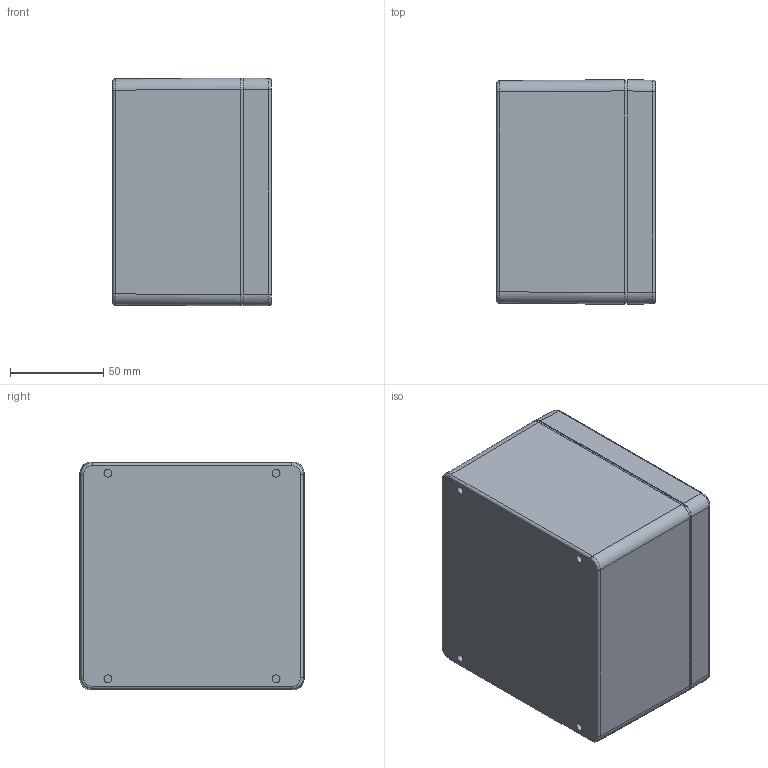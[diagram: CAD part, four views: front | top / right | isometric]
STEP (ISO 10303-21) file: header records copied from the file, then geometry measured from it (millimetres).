
FILE_DESCRIPTION(/* description */ ('ABS-Gehäuse'),/* implementation_level */ '2;1');
FILE_NAME(/* name */ '02121209045-RST.stp',/* time_stamp */ '2021-09-02T12:41:55+02:00',/* author */ ('sl'),/* organization */ (''),/* preprocessor_version */ 'ST-DEVELOPER v16.5',/* originating_system */ 'Autodesk Inventor 2017',/* authorisation */ '');
FILE_SCHEMA (('AUTOMOTIVE_DESIGN { 1 0 10303 214 3 1 1 }'));
Length unit declared in the file: millimetre
Products named in the file (4): 01_121209_000; SHR Z M4x24x10 ÄHNL_DIN EN ISO 7045 OG_3Dsym; Deckel-ABS-Gehäuse-15-BT-0002-01_121209_000; UT-ABS-Gehäuse-15-BT-0001-01_121209_000
Assembly tree (6 placements, depth 2):
  01_121209_000
    SHR Z M4x24x10 ÄHNL_DIN EN ISO 7045 OG_3Dsym  x4
    Deckel-ABS-Gehäuse-15-BT-0002-01_121209_000
    UT-ABS-Gehäuse-15-BT-0001-01_121209_000
Bounding box: 85 x 120 x 122 mm (x, y, z)
Volume: 247662.6 mm3; surface area: 149018.7 mm2
Topology: 6 solids, 6 shells, 510 faces, 1198 edges, 734 vertices
Faces by surface type: plane 165, cylinder 123, cone 102, torus 75, bspline 32, sphere 13
Full cylindrical faces by diameter (mm): 2.87 x4, 3.55 x4, 4 x10, 4.2 x4, 5 x4, 7 x4, 8 x4
Entity records: 12687 total; most frequent: CARTESIAN_POINT 2998, DIRECTION 2210, ORIENTED_EDGE 1778, AXIS2_PLACEMENT_3D 938, EDGE_CURVE 889, VERTEX_POINT 583, EDGE_LOOP 556, CIRCLE 475
